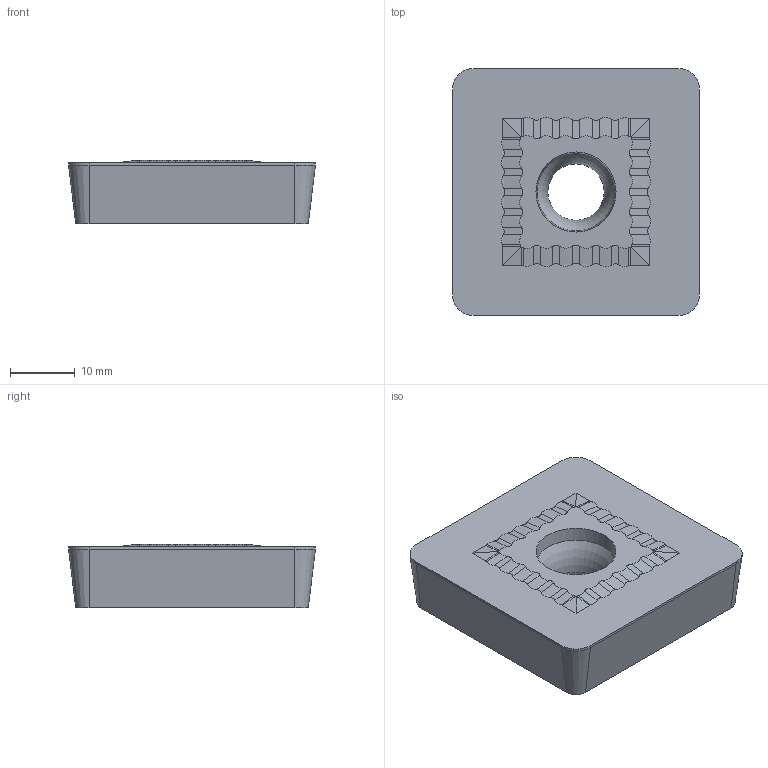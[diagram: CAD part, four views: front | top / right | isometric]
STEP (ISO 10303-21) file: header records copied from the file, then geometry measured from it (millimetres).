
FILE_DESCRIPTION(/* description */ (''),/* implementation_level */ '2;1');
FILE_NAME(/* name */ 'SCMT380932E_OR_115005638ndi000_00_SIM.stp',/* time_stamp */ '2021-09-15T12:30:09+02:00',/* author */ (''),/* organization */ (''),/* preprocessor_version */ 'ST-DEVELOPER v16.7',/* originating_system */ 'SIEMENS PLM Software NX 12.0',/* authorisation */ '');
FILE_SCHEMA (('AUTOMOTIVE_DESIGN { 1 0 10303 214 3 1 1 1 }'));
Length unit declared in the file: millimetre
Products named in the file (1): fo3443D4C32Fgxln
Bounding box: 38.1 x 38.1 x 9.72 mm (x, y, z)
Volume: 12200 mm3; surface area: 4226.9 mm2
Topology: 1 solids, 1 shells, 82 faces, 228 edges, 149 vertices
Faces by surface type: cylinder 57, plane 19, cone 5, torus 1
Full cylindrical faces by diameter (mm): 8.7 x1
Entity records: 2692 total; most frequent: DIRECTION 510, CARTESIAN_POINT 455, ORIENTED_EDGE 448, EDGE_CURVE 224, AXIS2_PLACEMENT_3D 203, VERTEX_POINT 148, ELLIPSE 104, LINE 104
